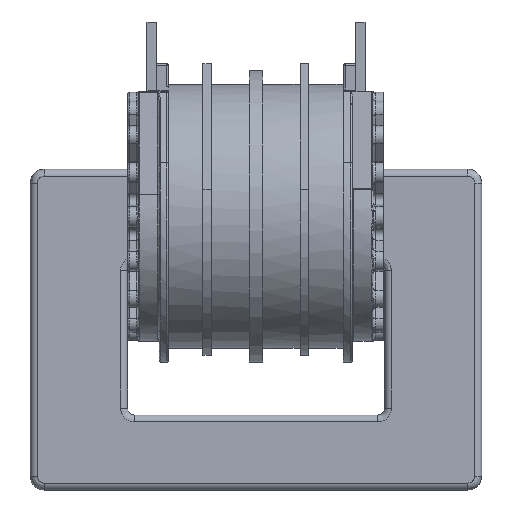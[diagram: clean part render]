
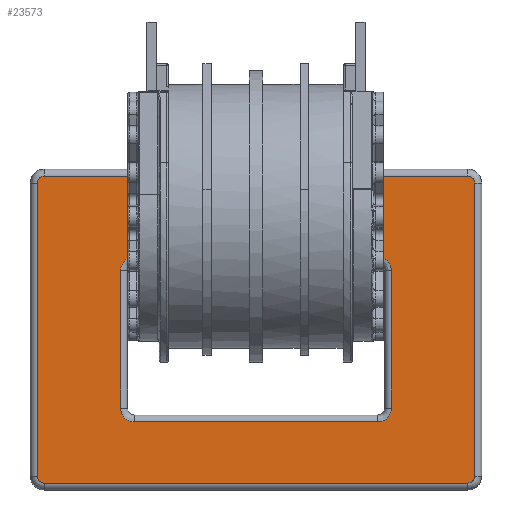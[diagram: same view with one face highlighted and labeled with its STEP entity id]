
A CAD part, left-side view. The second image highlights one B-rep face of the part: STEP entity #23573.
In plain terms, the highlighted free-form (B-spline) face has degree [1, 1] with [2, 2] control points.
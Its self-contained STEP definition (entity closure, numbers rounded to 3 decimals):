
#23573 = ADVANCED_FACE('',(#23574,#23636),#23698,.F.);
#23574 = FACE_BOUND('',#23575,.T.);
#23575 = EDGE_LOOP('',(#23576,#23585,#23593,#23600,#23608,#23615,#23623,
    #23630));
#23576 = ORIENTED_EDGE('',*,*,#23577,.T.);
#23577 = EDGE_CURVE('',#23578,#23580,#23582,.T.);
#23578 = VERTEX_POINT('',#23579);
#23579 = CARTESIAN_POINT('',(-5.272,-19.473,
    3.822));
#23580 = VERTEX_POINT('',#23581);
#23581 = CARTESIAN_POINT('',(-5.272,20.725,
    3.822));
#23582 = B_SPLINE_CURVE_WITH_KNOTS('',1,(#23583,#23584),.UNSPECIFIED.,
  .F.,.F.,(2,2),(-30.5,0.),.PIECEWISE_BEZIER_KNOTS.);
#23583 = CARTESIAN_POINT('',(-5.272,-19.473,
    3.822));
#23584 = CARTESIAN_POINT('',(-5.272,20.725,
    3.822));
#23585 = ORIENTED_EDGE('',*,*,#23586,.T.);
#23586 = EDGE_CURVE('',#23580,#23587,#23589,.T.);
#23587 = VERTEX_POINT('',#23588);
#23588 = CARTESIAN_POINT('',(-5.272,21.384,
    3.163));
#23589 = ( BOUNDED_CURVE() B_SPLINE_CURVE(2,(#23590,#23591,#23592),
.UNSPECIFIED.,.F.,.F.) B_SPLINE_CURVE_WITH_KNOTS((3,3),(4.712,
6.283),.PIECEWISE_BEZIER_KNOTS.) CURVE() 
GEOMETRIC_REPRESENTATION_ITEM() RATIONAL_B_SPLINE_CURVE((1.,
0.707,1.)) REPRESENTATION_ITEM('') );
#23590 = CARTESIAN_POINT('',(-5.272,20.725,
    3.822));
#23591 = CARTESIAN_POINT('',(-5.272,21.384,
    3.822));
#23592 = CARTESIAN_POINT('',(-5.272,21.384,
    3.163));
#23593 = ORIENTED_EDGE('',*,*,#23594,.T.);
#23594 = EDGE_CURVE('',#23587,#23595,#23597,.T.);
#23595 = VERTEX_POINT('',#23596);
#23596 = CARTESIAN_POINT('',(-5.272,21.384,
    -24.645));
#23597 = B_SPLINE_CURVE_WITH_KNOTS('',1,(#23598,#23599),.UNSPECIFIED.,
  .F.,.F.,(2,2),(1.,22.1),.PIECEWISE_BEZIER_KNOTS.);
#23598 = CARTESIAN_POINT('',(-5.272,21.384,
    3.163));
#23599 = CARTESIAN_POINT('',(-5.272,21.384,
    -24.645));
#23600 = ORIENTED_EDGE('',*,*,#23601,.T.);
#23601 = EDGE_CURVE('',#23595,#23602,#23604,.T.);
#23602 = VERTEX_POINT('',#23603);
#23603 = CARTESIAN_POINT('',(-5.272,20.725,
    -25.304));
#23604 = ( BOUNDED_CURVE() B_SPLINE_CURVE(2,(#23605,#23606,#23607),
.UNSPECIFIED.,.F.,.F.) B_SPLINE_CURVE_WITH_KNOTS((3,3),(0.,
1.571),.PIECEWISE_BEZIER_KNOTS.) CURVE() 
GEOMETRIC_REPRESENTATION_ITEM() RATIONAL_B_SPLINE_CURVE((1.,
0.707,1.)) REPRESENTATION_ITEM('') );
#23605 = CARTESIAN_POINT('',(-5.272,21.384,
    -24.645));
#23606 = CARTESIAN_POINT('',(-5.272,21.384,
    -25.304));
#23607 = CARTESIAN_POINT('',(-5.272,20.725,
    -25.304));
#23608 = ORIENTED_EDGE('',*,*,#23609,.T.);
#23609 = EDGE_CURVE('',#23602,#23610,#23612,.T.);
#23610 = VERTEX_POINT('',#23611);
#23611 = CARTESIAN_POINT('',(-5.272,-19.473,
    -25.304));
#23612 = B_SPLINE_CURVE_WITH_KNOTS('',1,(#23613,#23614),.UNSPECIFIED.,
  .F.,.F.,(2,2),(-30.5,0.),.PIECEWISE_BEZIER_KNOTS.);
#23613 = CARTESIAN_POINT('',(-5.272,20.725,
    -25.304));
#23614 = CARTESIAN_POINT('',(-5.272,-19.473,
    -25.304));
#23615 = ORIENTED_EDGE('',*,*,#23616,.T.);
#23616 = EDGE_CURVE('',#23610,#23617,#23619,.T.);
#23617 = VERTEX_POINT('',#23618);
#23618 = CARTESIAN_POINT('',(-5.272,-20.131,
    -24.645));
#23619 = ( BOUNDED_CURVE() B_SPLINE_CURVE(2,(#23620,#23621,#23622),
.UNSPECIFIED.,.F.,.F.) B_SPLINE_CURVE_WITH_KNOTS((3,3),(1.571,
3.142),.PIECEWISE_BEZIER_KNOTS.) CURVE() 
GEOMETRIC_REPRESENTATION_ITEM() RATIONAL_B_SPLINE_CURVE((1.,
0.707,1.)) REPRESENTATION_ITEM('') );
#23620 = CARTESIAN_POINT('',(-5.272,-19.473,
    -25.304));
#23621 = CARTESIAN_POINT('',(-5.272,-20.131,
    -25.304));
#23622 = CARTESIAN_POINT('',(-5.272,-20.131,
    -24.645));
#23623 = ORIENTED_EDGE('',*,*,#23624,.T.);
#23624 = EDGE_CURVE('',#23617,#23625,#23627,.T.);
#23625 = VERTEX_POINT('',#23626);
#23626 = CARTESIAN_POINT('',(-5.272,-20.131,
    3.163));
#23627 = B_SPLINE_CURVE_WITH_KNOTS('',1,(#23628,#23629),.UNSPECIFIED.,
  .F.,.F.,(2,2),(-22.1,-1.),.PIECEWISE_BEZIER_KNOTS.);
#23628 = CARTESIAN_POINT('',(-5.272,-20.131,
    -24.645));
#23629 = CARTESIAN_POINT('',(-5.272,-20.131,
    3.163));
#23630 = ORIENTED_EDGE('',*,*,#23631,.T.);
#23631 = EDGE_CURVE('',#23625,#23578,#23632,.T.);
#23632 = ( BOUNDED_CURVE() B_SPLINE_CURVE(2,(#23633,#23634,#23635),
.UNSPECIFIED.,.F.,.F.) B_SPLINE_CURVE_WITH_KNOTS((3,3),(3.142,
4.712),.PIECEWISE_BEZIER_KNOTS.) CURVE() 
GEOMETRIC_REPRESENTATION_ITEM() RATIONAL_B_SPLINE_CURVE((1.,
0.707,1.)) REPRESENTATION_ITEM('') );
#23633 = CARTESIAN_POINT('',(-5.272,-20.131,
    3.163));
#23634 = CARTESIAN_POINT('',(-5.272,-20.131,
    3.822));
#23635 = CARTESIAN_POINT('',(-5.272,-19.473,
    3.822));
#23636 = FACE_BOUND('',#23637,.T.);
#23637 = EDGE_LOOP('',(#23638,#23648,#23655,#23663,#23670,#23678,#23685,
    #23693));
#23638 = ORIENTED_EDGE('',*,*,#23639,.F.);
#23639 = EDGE_CURVE('',#23640,#23642,#23644,.T.);
#23640 = VERTEX_POINT('',#23641);
#23641 = CARTESIAN_POINT('',(-5.272,-12.224,
    -5.14));
#23642 = VERTEX_POINT('',#23643);
#23643 = CARTESIAN_POINT('',(-5.272,-10.906,
    -3.822));
#23644 = ( BOUNDED_CURVE() B_SPLINE_CURVE(2,(#23645,#23646,#23647),
.UNSPECIFIED.,.F.,.F.) B_SPLINE_CURVE_WITH_KNOTS((3,3),(3.142,
4.712),.PIECEWISE_BEZIER_KNOTS.) CURVE() 
GEOMETRIC_REPRESENTATION_ITEM() RATIONAL_B_SPLINE_CURVE((1.,
0.707,1.)) REPRESENTATION_ITEM('') );
#23645 = CARTESIAN_POINT('',(-5.272,-12.224,
    -5.14));
#23646 = CARTESIAN_POINT('',(-5.272,-12.224,
    -3.822));
#23647 = CARTESIAN_POINT('',(-5.272,-10.906,
    -3.822));
#23648 = ORIENTED_EDGE('',*,*,#23649,.T.);
#23649 = EDGE_CURVE('',#23640,#23650,#23652,.T.);
#23650 = VERTEX_POINT('',#23651);
#23651 = CARTESIAN_POINT('',(-5.272,-12.224,
    -18.188));
#23652 = B_SPLINE_CURVE_WITH_KNOTS('',1,(#23653,#23654),.UNSPECIFIED.,
  .F.,.F.,(2,2),(7.3,17.2),.PIECEWISE_BEZIER_KNOTS.);
#23653 = CARTESIAN_POINT('',(-5.272,-12.224,
    -5.14));
#23654 = CARTESIAN_POINT('',(-5.272,-12.224,
    -18.188));
#23655 = ORIENTED_EDGE('',*,*,#23656,.F.);
#23656 = EDGE_CURVE('',#23657,#23650,#23659,.T.);
#23657 = VERTEX_POINT('',#23658);
#23658 = CARTESIAN_POINT('',(-5.272,-10.906,
    -19.505));
#23659 = ( BOUNDED_CURVE() B_SPLINE_CURVE(2,(#23660,#23661,#23662),
.UNSPECIFIED.,.F.,.F.) B_SPLINE_CURVE_WITH_KNOTS((3,3),(1.571,
3.142),.PIECEWISE_BEZIER_KNOTS.) CURVE() 
GEOMETRIC_REPRESENTATION_ITEM() RATIONAL_B_SPLINE_CURVE((1.,
0.707,1.)) REPRESENTATION_ITEM('') );
#23660 = CARTESIAN_POINT('',(-5.272,-10.906,
    -19.505));
#23661 = CARTESIAN_POINT('',(-5.272,-12.224,
    -19.505));
#23662 = CARTESIAN_POINT('',(-5.272,-12.224,
    -18.188));
#23663 = ORIENTED_EDGE('',*,*,#23664,.T.);
#23664 = EDGE_CURVE('',#23657,#23665,#23667,.T.);
#23665 = VERTEX_POINT('',#23666);
#23666 = CARTESIAN_POINT('',(-5.272,12.158,
    -19.505));
#23667 = B_SPLINE_CURVE_WITH_KNOTS('',1,(#23668,#23669),.UNSPECIFIED.,
  .F.,.F.,(2,2),(-25.,-7.5),.PIECEWISE_BEZIER_KNOTS.);
#23668 = CARTESIAN_POINT('',(-5.272,-10.906,
    -19.505));
#23669 = CARTESIAN_POINT('',(-5.272,12.158,
    -19.505));
#23670 = ORIENTED_EDGE('',*,*,#23671,.F.);
#23671 = EDGE_CURVE('',#23672,#23665,#23674,.T.);
#23672 = VERTEX_POINT('',#23673);
#23673 = CARTESIAN_POINT('',(-5.272,13.476,
    -18.188));
#23674 = ( BOUNDED_CURVE() B_SPLINE_CURVE(2,(#23675,#23676,#23677),
.UNSPECIFIED.,.F.,.F.) B_SPLINE_CURVE_WITH_KNOTS((3,3),(0.,
1.571),.PIECEWISE_BEZIER_KNOTS.) CURVE() 
GEOMETRIC_REPRESENTATION_ITEM() RATIONAL_B_SPLINE_CURVE((1.,
0.707,1.)) REPRESENTATION_ITEM('') );
#23675 = CARTESIAN_POINT('',(-5.272,13.476,
    -18.188));
#23676 = CARTESIAN_POINT('',(-5.272,13.476,
    -19.505));
#23677 = CARTESIAN_POINT('',(-5.272,12.158,
    -19.505));
#23678 = ORIENTED_EDGE('',*,*,#23679,.T.);
#23679 = EDGE_CURVE('',#23672,#23680,#23682,.T.);
#23680 = VERTEX_POINT('',#23681);
#23681 = CARTESIAN_POINT('',(-5.272,13.476,
    -5.14));
#23682 = B_SPLINE_CURVE_WITH_KNOTS('',1,(#23683,#23684),.UNSPECIFIED.,
  .F.,.F.,(2,2),(-17.2,-7.3),.PIECEWISE_BEZIER_KNOTS.);
#23683 = CARTESIAN_POINT('',(-5.272,13.476,
    -18.188));
#23684 = CARTESIAN_POINT('',(-5.272,13.476,
    -5.14));
#23685 = ORIENTED_EDGE('',*,*,#23686,.F.);
#23686 = EDGE_CURVE('',#23687,#23680,#23689,.T.);
#23687 = VERTEX_POINT('',#23688);
#23688 = CARTESIAN_POINT('',(-5.272,12.158,
    -3.822));
#23689 = ( BOUNDED_CURVE() B_SPLINE_CURVE(2,(#23690,#23691,#23692),
.UNSPECIFIED.,.F.,.F.) B_SPLINE_CURVE_WITH_KNOTS((3,3),(4.712,
6.283),.PIECEWISE_BEZIER_KNOTS.) CURVE() 
GEOMETRIC_REPRESENTATION_ITEM() RATIONAL_B_SPLINE_CURVE((1.,
0.707,1.)) REPRESENTATION_ITEM('') );
#23690 = CARTESIAN_POINT('',(-5.272,12.158,
    -3.822));
#23691 = CARTESIAN_POINT('',(-5.272,13.476,
    -3.822));
#23692 = CARTESIAN_POINT('',(-5.272,13.476,
    -5.14));
#23693 = ORIENTED_EDGE('',*,*,#23694,.T.);
#23694 = EDGE_CURVE('',#23687,#23642,#23695,.T.);
#23695 = B_SPLINE_CURVE_WITH_KNOTS('',1,(#23696,#23697),.UNSPECIFIED.,
  .F.,.F.,(2,2),(7.5,25.),.PIECEWISE_BEZIER_KNOTS.);
#23696 = CARTESIAN_POINT('',(-5.272,12.158,
    -3.822));
#23697 = CARTESIAN_POINT('',(-5.272,-10.906,
    -3.822));
#23698 = B_SPLINE_SURFACE_WITH_KNOTS('',1,1,(
    (#23699,#23700)
    ,(#23701,#23702
  )),.UNSPECIFIED.,.F.,.F.,.F.,(2,2),(2,2),(-32.,-0.5),(-22.6,-0.5),
  .PIECEWISE_BEZIER_KNOTS.);
#23699 = CARTESIAN_POINT('',(-5.272,-20.131,
    -25.304));
#23700 = CARTESIAN_POINT('',(-5.272,-20.131,
    3.822));
#23701 = CARTESIAN_POINT('',(-5.272,21.384,
    -25.304));
#23702 = CARTESIAN_POINT('',(-5.272,21.384,
    3.822));
